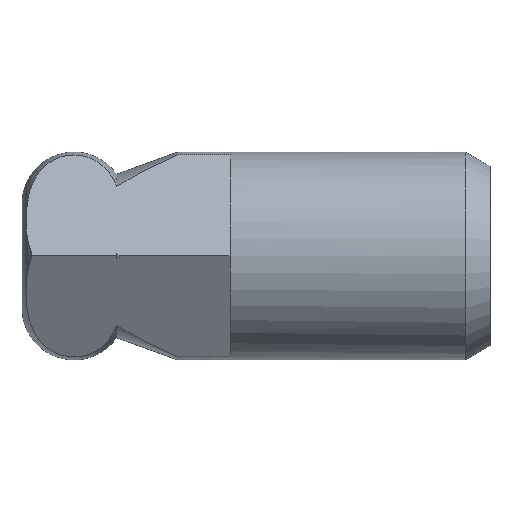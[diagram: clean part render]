
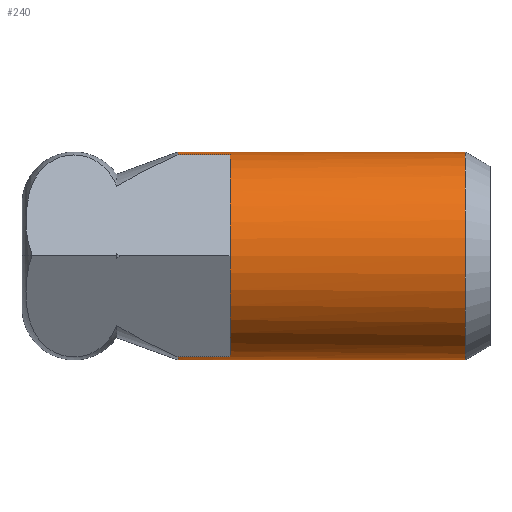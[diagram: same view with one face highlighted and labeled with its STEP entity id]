
A CAD part, top view. The second image highlights one B-rep face of the part: STEP entity #240.
In plain terms, the highlighted cylindrical face has radius 4 mm (diameter 8 mm), a partial arc.
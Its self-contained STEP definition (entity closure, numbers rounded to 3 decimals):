
#204=VERTEX_POINT('',#554);
#234=VERTEX_POINT('',#584);
#240=ADVANCED_FACE('',(#590),#591,.T.);
#244=EDGE_CURVE('',#456,#384,#596,.T.);
#246=EDGE_CURVE('',#204,#366,#598,.T.);
#270=EDGE_CURVE('',#346,#340,#624,.T.);
#278=EDGE_CURVE('',#434,#234,#632,.T.);
#288=EDGE_CURVE('',#434,#204,#643,.T.);
#292=EDGE_CURVE('',#366,#384,#648,.T.);
#318=EDGE_CURVE('',#234,#346,#676,.T.);
#340=VERTEX_POINT('',#701);
#346=VERTEX_POINT('',#708);
#366=VERTEX_POINT('',#730);
#384=VERTEX_POINT('',#752);
#434=VERTEX_POINT('',#808);
#456=VERTEX_POINT('',#833);
#464=EDGE_CURVE('',#340,#456,#841,.T.);
#554=CARTESIAN_POINT('',(9.05,4.0,0.0));
#584=CARTESIAN_POINT('',(-2.0,3.886,0.95));
#590=FACE_OUTER_BOUND('',#1258,.T.);
#591=CYLINDRICAL_SURFACE('',#1259,4.0);
#596=CIRCLE('',#1265,4.0);
#598=CIRCLE('',#1268,4.0);
#624=CIRCLE('',#1313,4.0);
#632=CIRCLE('',#1324,4.0);
#643=LINE('',#1337,#1338);
#648=LINE('',#1344,#1345);
#676=LINE('',#1393,#1394);
#701=CARTESIAN_POINT('',(0.0,-3.886,0.95));
#708=CARTESIAN_POINT('',(0.0,3.886,0.95));
#730=CARTESIAN_POINT('',(9.05,-4.0,0.));
#752=CARTESIAN_POINT('',(-2.0,-4.0,0.));
#808=CARTESIAN_POINT('',(-2.0,4.0,0.));
#833=CARTESIAN_POINT('',(-2.0,-3.886,0.95));
#841=LINE('',#1836,#1837);
#1258=EDGE_LOOP('',(#2033,#2034,#2035,#2036,#2037,#2038,#2039,#2040));
#1259=AXIS2_PLACEMENT_3D('',#2041,#2042,#2043);
#1265=AXIS2_PLACEMENT_3D('',#2052,#2053,#2054);
#1268=AXIS2_PLACEMENT_3D('',#2055,#2056,#2057);
#1313=AXIS2_PLACEMENT_3D('',#2082,#2083,#2084);
#1324=AXIS2_PLACEMENT_3D('',#2086,#2087,#2088);
#1337=CARTESIAN_POINT('',(4.525,4.0,0.));
#1338=VECTOR('',#2099,1.0);
#1344=CARTESIAN_POINT('',(4.525,-4.0,0.));
#1345=VECTOR('',#2112,1.0);
#1393=CARTESIAN_POINT('',(-1.0,3.886,0.95));
#1394=VECTOR('',#2136,1.0);
#1836=CARTESIAN_POINT('',(-1.0,-3.886,0.95));
#1837=VECTOR('',#2341,1.0);
#2033=ORIENTED_EDGE('',*,*,#288,.F.);
#2034=ORIENTED_EDGE('',*,*,#278,.T.);
#2035=ORIENTED_EDGE('',*,*,#318,.T.);
#2036=ORIENTED_EDGE('',*,*,#270,.T.);
#2037=ORIENTED_EDGE('',*,*,#464,.T.);
#2038=ORIENTED_EDGE('',*,*,#244,.T.);
#2039=ORIENTED_EDGE('',*,*,#292,.F.);
#2040=ORIENTED_EDGE('',*,*,#246,.F.);
#2041=CARTESIAN_POINT('',(4.525,0.0,0.0));
#2042=DIRECTION('',(-1.0,-0.0,-0.0));
#2043=DIRECTION('',(0.0,1.0,0.0));
#2052=CARTESIAN_POINT('',(-2.0,0.0,0.0));
#2053=DIRECTION('',(1.0,0.0,0.0));
#2054=DIRECTION('',(0.0,1.0,0.0));
#2055=CARTESIAN_POINT('',(9.05,0.0,0.0));
#2056=DIRECTION('',(1.0,0.0,0.0));
#2057=DIRECTION('',(0.0,1.0,0.0));
#2082=CARTESIAN_POINT('',(0.,0.0,0.0));
#2083=DIRECTION('',(1.0,0.0,0.0));
#2084=DIRECTION('',(0.0,1.0,0.0));
#2086=CARTESIAN_POINT('',(-2.0,0.0,0.0));
#2087=DIRECTION('',(1.0,0.0,0.0));
#2088=DIRECTION('',(0.0,1.0,0.0));
#2099=DIRECTION('',(1.0,0.0,0.0));
#2112=DIRECTION('',(-1.0,-0.0,-0.0));
#2136=DIRECTION('',(1.0,0.0,0.0));
#2341=DIRECTION('',(-1.0,-0.0,-0.0));
